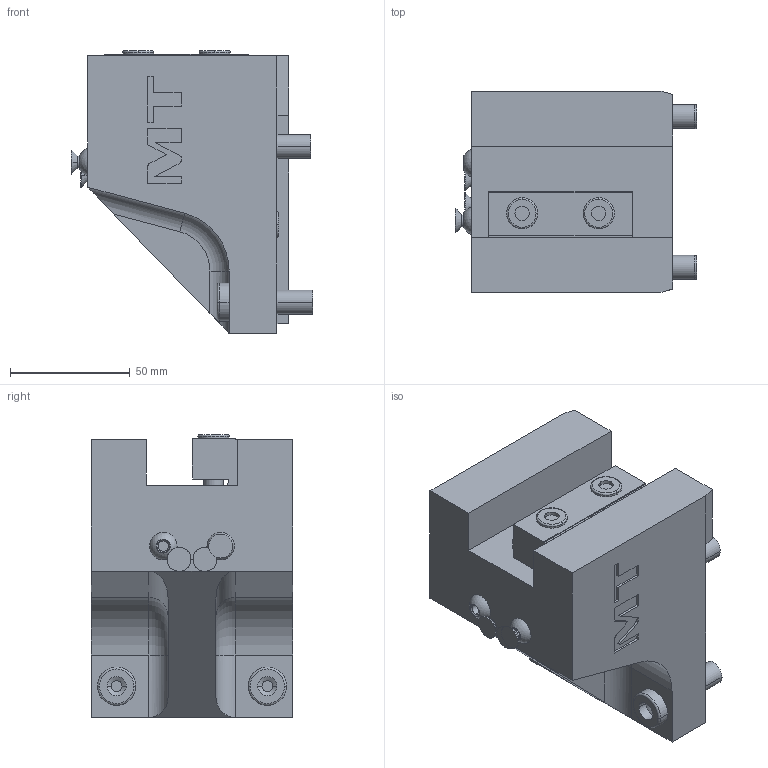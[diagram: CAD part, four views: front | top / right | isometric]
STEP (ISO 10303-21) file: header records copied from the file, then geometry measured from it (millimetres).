
FILE_DESCRIPTION((''),'2;1');
FILE_NAME('0531905_CONF','2023-06-30T11:24:16',('gvalli'),('M.T. srl'),'CREO PARAMETRIC BY PTC INC, 2021072','CREO PARAMETRIC BY PTC INC, 2021072','');
FILE_SCHEMA(('CONFIG_CONTROL_DESIGN'));
Length unit declared in the file: millimetre
Products named in the file (1): 0531905_CONF
Bounding box: 101 x 84 x 118.02 mm (x, y, z)
Volume: 522904.5 mm3; surface area: 54654.1 mm2
Topology: 1 solids, 1 shells, 185 faces, 453 edges, 294 vertices
Faces by surface type: plane 103, cylinder 48, torus 14, cone 14, extrusion 4, sphere 2
Entity records: 5643 total; most frequent: CARTESIAN_POINT 1116, DIRECTION 947, ORIENTED_EDGE 906, EDGE_CURVE 453, AXIS2_PLACEMENT_3D 327, VERTEX_POINT 294, VECTOR 293, LINE 289
